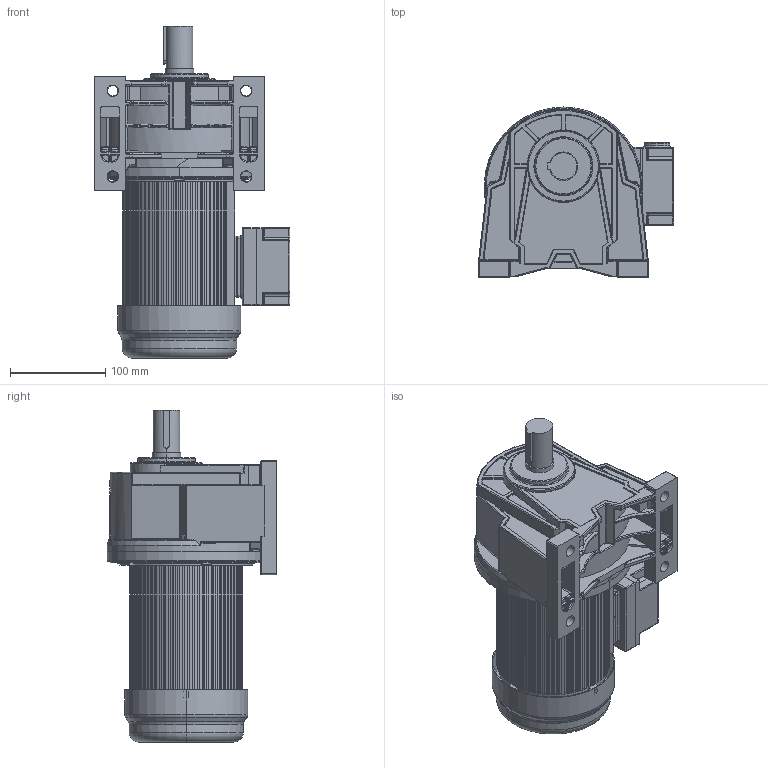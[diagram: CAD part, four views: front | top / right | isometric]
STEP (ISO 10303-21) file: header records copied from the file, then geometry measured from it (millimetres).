
FILE_DESCRIPTION((''),'2;1');
FILE_NAME('ASM0013_ASM','2022-03-02T',('gkkg'),(''),'PRO/ENGINEER BY PARAMETRIC TECHNOLOGY CORPORATION, 2010280','PRO/ENGINEER BY PARAMETRIC TECHNOLOGY CORPORATION, 2010280','');
FILE_SCHEMA(('CONFIG_CONTROL_DESIGN'));
Products named in the file (13): GH28_; G28JIAGONG; ASM0014_ASM; GH28__ASM; PRT0024; PRT0025; PRT0026; PRT0027; ASM0017_ASM; PRT0028; ASM0016_ASM; ASM0015_ASM; ASM0013_ASM
Assembly tree (12 placements, depth 5):
  ASM0013_ASM
    GH28__ASM
      ASM0014_ASM
        GH28_
        G28JIAGONG
    PRT0024
    PRT0025
    PRT0026
    ASM0015_ASM
      ASM0016_ASM
        ASM0017_ASM
          PRT0027
        PRT0028
Bounding box: 205.25 x 178.37 x 348.41 mm (x, y, z)
Volume: 735001.9 mm3; surface area: 572746 mm2
Topology: 13 solids, 17 shells, 4969 faces, 13909 edges, 8972 vertices
Faces by surface type: plane 2815, cylinder 1253, torus 527, bspline 260, cone 68, sphere 44, extrusion 2
Entity records: 173317 total; most frequent: CARTESIAN_POINT 43975, ORIENTED_EDGE 27712, DIRECTION 26568, EDGE_CURVE 13857, VECTOR 9114, LINE 9112, VERTEX_POINT 8972, AXIS2_PLACEMENT_3D 8727
